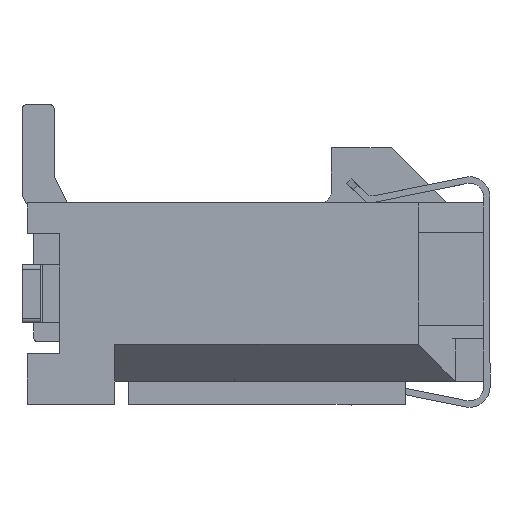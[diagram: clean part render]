
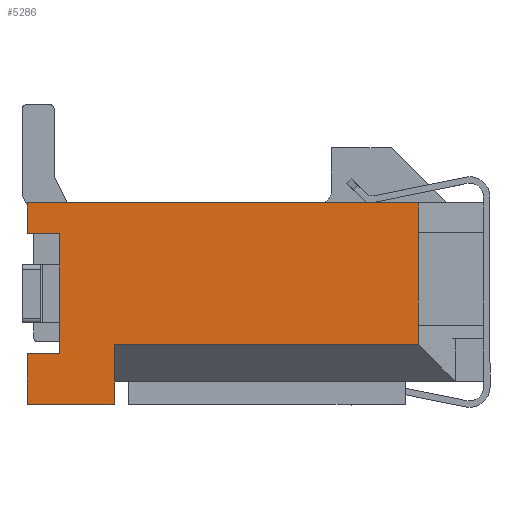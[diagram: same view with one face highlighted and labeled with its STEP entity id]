
A CAD part, left-side view. The second image highlights one B-rep face of the part: STEP entity #5286.
In plain terms, the highlighted planar face has unit normal (-1, 0, 0).
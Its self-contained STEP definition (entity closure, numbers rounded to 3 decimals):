
#593=ORIENTED_EDGE('',*,*,#2069,.T.);
#594=ORIENTED_EDGE('',*,*,#2070,.T.);
#595=ORIENTED_EDGE('',*,*,#1704,.F.);
#596=ORIENTED_EDGE('',*,*,#2071,.T.);
#597=ORIENTED_EDGE('',*,*,#2072,.F.);
#598=ORIENTED_EDGE('',*,*,#2073,.F.);
#599=ORIENTED_EDGE('',*,*,#2074,.F.);
#600=ORIENTED_EDGE('',*,*,#1806,.T.);
#601=ORIENTED_EDGE('',*,*,#2075,.T.);
#602=ORIENTED_EDGE('',*,*,#2076,.T.);
#603=ORIENTED_EDGE('',*,*,#2077,.T.);
#604=ORIENTED_EDGE('',*,*,#2078,.T.);
#1704=EDGE_CURVE('',#2478,#2479,#2982,.T.);
#1806=EDGE_CURVE('',#2578,#2577,#3084,.T.);
#2069=EDGE_CURVE('',#2772,#2773,#3347,.T.);
#2070=EDGE_CURVE('',#2773,#2479,#3348,.T.);
#2071=EDGE_CURVE('',#2478,#2774,#3349,.T.);
#2072=EDGE_CURVE('',#2775,#2774,#3350,.T.);
#2073=EDGE_CURVE('',#2776,#2775,#3351,.T.);
#2074=EDGE_CURVE('',#2578,#2776,#3352,.T.);
#2075=EDGE_CURVE('',#2577,#2777,#3353,.T.);
#2076=EDGE_CURVE('',#2777,#2778,#3354,.T.);
#2077=EDGE_CURVE('',#2778,#2779,#3355,.T.);
#2078=EDGE_CURVE('',#2779,#2772,#3356,.T.);
#2478=VERTEX_POINT('',#7511);
#2479=VERTEX_POINT('',#7513);
#2577=VERTEX_POINT('',#7727);
#2578=VERTEX_POINT('',#7729);
#2772=VERTEX_POINT('',#8236);
#2773=VERTEX_POINT('',#8237);
#2774=VERTEX_POINT('',#8240);
#2775=VERTEX_POINT('',#8242);
#2776=VERTEX_POINT('',#8244);
#2777=VERTEX_POINT('',#8247);
#2778=VERTEX_POINT('',#8249);
#2779=VERTEX_POINT('',#8251);
#2982=LINE('',#7512,#3702);
#3084=LINE('',#7728,#3804);
#3347=LINE('',#8235,#4067);
#3348=LINE('',#8238,#4068);
#3349=LINE('',#8239,#4069);
#3350=LINE('',#8241,#4070);
#3351=LINE('',#8243,#4071);
#3352=LINE('',#8245,#4072);
#3353=LINE('',#8246,#4073);
#3354=LINE('',#8248,#4074);
#3355=LINE('',#8250,#4075);
#3356=LINE('',#8252,#4076);
#3702=VECTOR('',#6106,1000.);
#3804=VECTOR('',#6238,1000.);
#4067=VECTOR('',#6601,1000.);
#4068=VECTOR('',#6602,1000.);
#4069=VECTOR('',#6603,1000.);
#4070=VECTOR('',#6604,1000.);
#4071=VECTOR('',#6605,1000.);
#4072=VECTOR('',#6606,1000.);
#4073=VECTOR('',#6607,1000.);
#4074=VECTOR('',#6608,1000.);
#4075=VECTOR('',#6609,1000.);
#4076=VECTOR('',#6610,1000.);
#4483=EDGE_LOOP('',(#593,#594,#595,#596,#597,#598,#599,#600,#601,#602,#603,
#604));
#4767=FACE_BOUND('',#4483,.T.);
#5040=PLANE('',#5813);
#5286=ADVANCED_FACE('',(#4767),#5040,.T.);
#5813=AXIS2_PLACEMENT_3D('',#8234,#6599,#6600);
#6106=DIRECTION('',(0.,0.,-1.));
#6238=DIRECTION('',(0.,1.,0.));
#6599=DIRECTION('',(-1.,0.,0.));
#6600=DIRECTION('',(0.,0.,1.));
#6601=DIRECTION('',(0.,0.,-1.));
#6602=DIRECTION('',(0.,-1.,0.));
#6603=DIRECTION('',(0.,-1.,0.));
#6604=DIRECTION('',(0.,0.,-1.));
#6605=DIRECTION('',(0.,0.,-1.));
#6606=DIRECTION('',(0.,0.,-1.));
#6607=DIRECTION('',(0.,0.,-1.));
#6608=DIRECTION('',(0.,-1.,0.));
#6609=DIRECTION('',(0.,0.,-1.));
#6610=DIRECTION('',(0.,1.,0.));
#7511=CARTESIAN_POINT('',(-7.825,3.05,-0.885));
#7512=CARTESIAN_POINT('',(-7.825,3.05,-1.685));
#7513=CARTESIAN_POINT('',(-7.825,3.05,-2.185));
#7727=CARTESIAN_POINT('',(-7.825,4.95,2.185));
#7728=CARTESIAN_POINT('',(-7.825,-4.95,2.185));
#7729=CARTESIAN_POINT('',(-7.825,-3.536,2.185));
#8234=CARTESIAN_POINT('',(-7.825,0.,0.));
#8235=CARTESIAN_POINT('',(-7.825,4.95,2.185));
#8236=CARTESIAN_POINT('',(-7.825,4.95,-1.085));
#8237=CARTESIAN_POINT('',(-7.825,4.95,-2.185));
#8238=CARTESIAN_POINT('',(-7.825,4.95,-2.185));
#8239=CARTESIAN_POINT('',(-7.825,0.,-0.885));
#8240=CARTESIAN_POINT('',(-7.825,-3.536,-0.885));
#8241=CARTESIAN_POINT('',(-7.825,-3.536,0.));
#8242=CARTESIAN_POINT('',(-7.825,-3.536,-0.465));
#8243=CARTESIAN_POINT('',(-7.825,-3.536,1.535));
#8244=CARTESIAN_POINT('',(-7.825,-3.536,1.535));
#8245=CARTESIAN_POINT('',(-7.825,-3.536,0.));
#8246=CARTESIAN_POINT('',(-7.825,4.95,2.185));
#8247=CARTESIAN_POINT('',(-7.825,4.95,1.515));
#8248=CARTESIAN_POINT('',(-7.825,0.,1.515));
#8249=CARTESIAN_POINT('',(-7.825,4.25,1.515));
#8250=CARTESIAN_POINT('',(-7.825,4.25,0.));
#8251=CARTESIAN_POINT('',(-7.825,4.25,-1.085));
#8252=CARTESIAN_POINT('',(-7.825,0.,-1.085));
